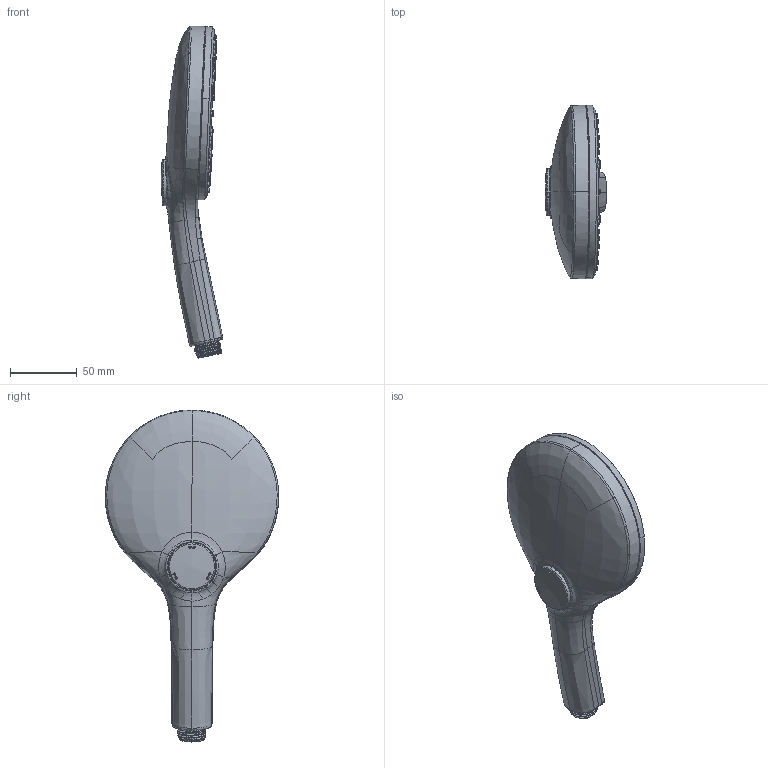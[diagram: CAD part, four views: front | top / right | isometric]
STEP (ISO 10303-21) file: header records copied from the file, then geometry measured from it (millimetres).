
FILE_DESCRIPTION(/* description */ ('AP214 STEP file'),/* implementation_level */ '2;1');
FILE_NAME(/* name */ '1016760000_out.stp',/* time_stamp */ '2024-05-06T08:33:55+02:00',/* author */ (''),/* organization */ (''),/* preprocessor_version */ 'ST-DEVELOPER v18.1',/* originating_system */ 'Elysium Co. Ltd. STEP Translator v8.3.0.0',/* authorisation */ '');
FILE_SCHEMA (('AUTOMOTIVE_DESIGN { 1 0 10303 214 3 1 1 }'));
Length unit declared in the file: millimetre
Products named in the file (1): 1016760000_extract
Bounding box: 46.2 x 129.8 x 248.46 mm (x, y, z)
Volume: 271465.6 mm3; surface area: 108027.6 mm2
Topology: 2 solids, 2 shells, 2111 faces, 5383 edges, 3413 vertices
Faces by surface type: torus 590, bspline 441, plane 406, cone 332, cylinder 321, extrusion 17, sphere 4
Entity records: 120598 total; most frequent: CARTESIAN_POINT 61781, ORIENTED_EDGE 10766, EDGE_CURVE 5383, STYLED_ITEM 4222, VERTEX_POINT 3413, B_SPLINE_CURVE_WITH_KNOTS 3117, AXIS2_PLACEMENT_3D 2771, DIRECTION 2500
